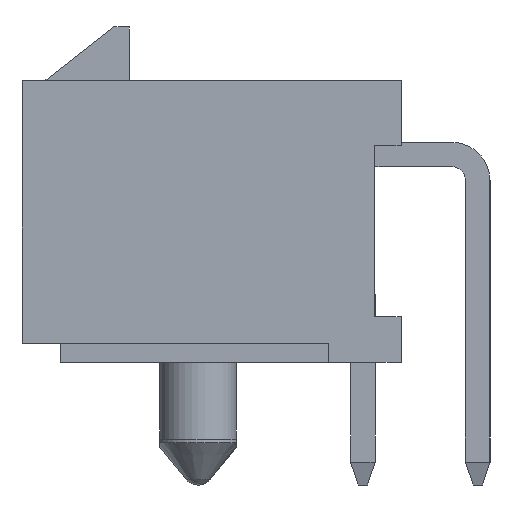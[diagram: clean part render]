
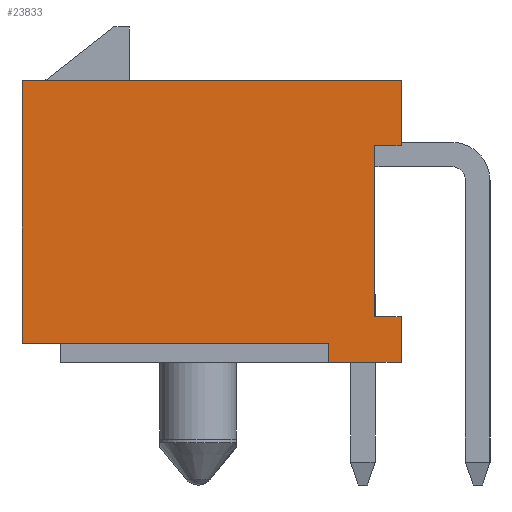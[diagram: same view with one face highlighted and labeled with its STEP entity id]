
A CAD part, left-side view. The second image highlights one B-rep face of the part: STEP entity #23833.
In plain terms, the highlighted planar face has unit normal (-1, 0, 0).
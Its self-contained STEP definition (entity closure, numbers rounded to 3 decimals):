
#2170=ORIENTED_EDGE('',*,*,#6549,.F.);
#2171=ORIENTED_EDGE('',*,*,#6357,.T.);
#2172=ORIENTED_EDGE('',*,*,#6624,.T.);
#2173=ORIENTED_EDGE('',*,*,#6625,.T.);
#2174=ORIENTED_EDGE('',*,*,#6626,.T.);
#2175=ORIENTED_EDGE('',*,*,#6627,.T.);
#2176=ORIENTED_EDGE('',*,*,#6628,.T.);
#2177=ORIENTED_EDGE('',*,*,#6413,.F.);
#2178=ORIENTED_EDGE('',*,*,#6408,.T.);
#2179=ORIENTED_EDGE('',*,*,#6629,.T.);
#6357=EDGE_CURVE('',#8595,#8594,#10264,.T.);
#6408=EDGE_CURVE('',#8633,#8635,#10315,.T.);
#6413=EDGE_CURVE('',#8633,#8638,#10320,.T.);
#6549=EDGE_CURVE('',#8595,#8727,#10447,.T.);
#6624=EDGE_CURVE('',#8594,#8782,#10522,.T.);
#6625=EDGE_CURVE('',#8782,#8783,#10523,.T.);
#6626=EDGE_CURVE('',#8783,#8784,#10524,.T.);
#6627=EDGE_CURVE('',#8784,#8785,#10525,.T.);
#6628=EDGE_CURVE('',#8785,#8638,#10526,.T.);
#6629=EDGE_CURVE('',#8635,#8727,#10527,.T.);
#8594=VERTEX_POINT('',#32455);
#8595=VERTEX_POINT('',#32457);
#8633=VERTEX_POINT('',#32558);
#8635=VERTEX_POINT('',#32562);
#8638=VERTEX_POINT('',#32572);
#8727=VERTEX_POINT('',#32826);
#8782=VERTEX_POINT('',#32984);
#8783=VERTEX_POINT('',#32986);
#8784=VERTEX_POINT('',#32988);
#8785=VERTEX_POINT('',#32990);
#10264=LINE('',#32456,#12540);
#10315=LINE('',#32563,#12591);
#10320=LINE('',#32573,#12596);
#10447=LINE('',#32832,#12723);
#10522=LINE('',#32983,#12798);
#10523=LINE('',#32985,#12799);
#10524=LINE('',#32987,#12800);
#10525=LINE('',#32989,#12801);
#10526=LINE('',#32991,#12802);
#10527=LINE('',#32992,#12803);
#12540=VECTOR('',#27419,1000.);
#12591=VECTOR('',#27500,1000.);
#12596=VECTOR('',#27509,1000.);
#12723=VECTOR('',#27704,1000.);
#12798=VECTOR('',#27825,1000.);
#12799=VECTOR('',#27826,1000.);
#12800=VECTOR('',#27827,1000.);
#12801=VECTOR('',#27828,1000.);
#12802=VECTOR('',#27829,1000.);
#12803=VECTOR('',#27830,1000.);
#14230=EDGE_LOOP('',(#2170,#2171,#2172,#2173,#2174,#2175,#2176,#2177,#2178,
#2179));
#15240=FACE_BOUND('',#14230,.T.);
#16180=PLANE('',#24925);
#23833=ADVANCED_FACE('',(#15240),#16180,.T.);
#24925=AXIS2_PLACEMENT_3D('',#32982,#27823,#27824);
#27419=DIRECTION('',(0.,-1.,0.));
#27500=DIRECTION('',(0.,0.,-1.));
#27509=DIRECTION('',(0.,-1.,0.));
#27704=DIRECTION('',(0.,0.,-1.));
#27823=DIRECTION('',(-1.,0.,0.));
#27824=DIRECTION('',(0.,0.,1.));
#27825=DIRECTION('',(0.,0.,-1.));
#27826=DIRECTION('',(0.,-1.,0.));
#27827=DIRECTION('',(0.,0.,1.));
#27828=DIRECTION('',(0.,1.,0.));
#27829=DIRECTION('',(0.,0.,-1.));
#27830=DIRECTION('',(0.,-1.,0.));
#32455=CARTESIAN_POINT('',(-18.35,-1.73,-4.25));
#32456=CARTESIAN_POINT('',(-18.35,2.73,-4.25));
#32457=CARTESIAN_POINT('',(-18.35,2.73,-4.25));
#32558=CARTESIAN_POINT('',(-18.35,3.93,-3.05));
#32562=CARTESIAN_POINT('',(-18.35,3.93,-4.95));
#32563=CARTESIAN_POINT('',(-18.35,3.93,-3.05));
#32572=CARTESIAN_POINT('',(-18.35,3.43,-3.05));
#32573=CARTESIAN_POINT('',(-18.35,3.93,-3.05));
#32826=CARTESIAN_POINT('',(-18.35,2.73,-4.95));
#32832=CARTESIAN_POINT('',(-18.35,2.73,-3.95));
#32982=CARTESIAN_POINT('',(-18.35,0.,0.));
#32983=CARTESIAN_POINT('',(-18.35,-1.73,-3.95));
#32984=CARTESIAN_POINT('',(-18.35,-1.73,-4.95));
#32985=CARTESIAN_POINT('',(-18.35,3.43,-4.95));
#32986=CARTESIAN_POINT('',(-18.35,-3.43,-4.95));
#32987=CARTESIAN_POINT('',(-18.35,-3.43,-4.95));
#32988=CARTESIAN_POINT('',(-18.35,-3.43,4.95));
#32989=CARTESIAN_POINT('',(-18.35,-3.43,4.95));
#32990=CARTESIAN_POINT('',(-18.35,3.43,4.95));
#32991=CARTESIAN_POINT('',(-18.35,3.43,4.95));
#32992=CARTESIAN_POINT('',(-18.35,3.43,-4.95));
